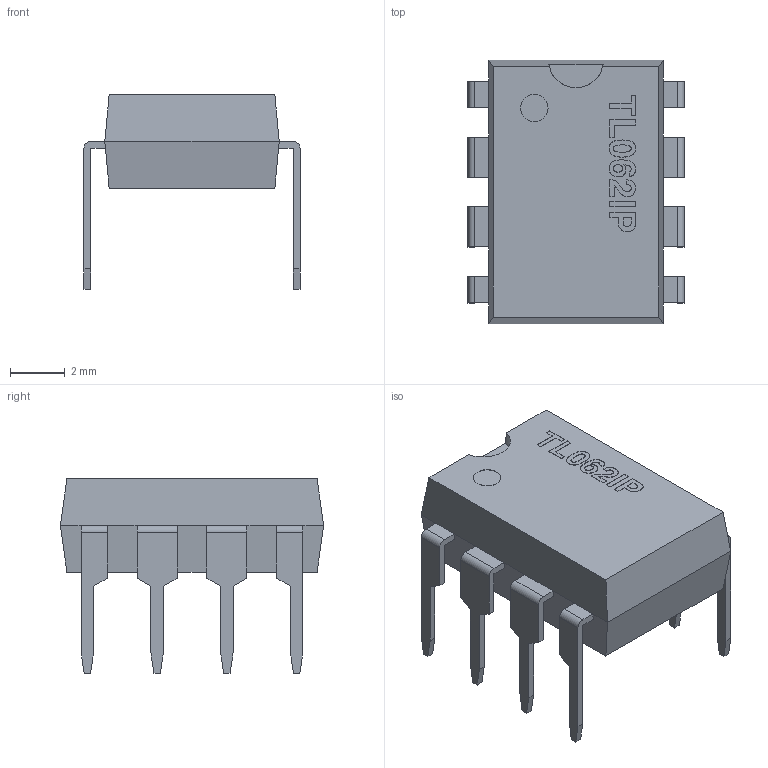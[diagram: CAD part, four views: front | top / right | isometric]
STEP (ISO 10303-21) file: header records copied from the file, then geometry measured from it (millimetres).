
FILE_DESCRIPTION(('FreeCAD Model'),'2;1');
FILE_NAME('Texas_Instruments_TL062IP.step','2019-07-23T16:11:51',( 'Author'),(''),'Open CASCADE STEP processor 7.3','FreeCAD','Unknown' );
FILE_SCHEMA(('AUTOMOTIVE_DESIGN { 1 0 10303 214 1 1 1 1 }'));
Length unit declared in the file: millimetre
Products named in the file (1): TL062IP
Bounding box: 7.87 x 9.59 x 7.1 mm (x, y, z)
Volume: 205.3 mm3; surface area: 311.1 mm2
Topology: 1 solids, 1 shells, 239 faces, 658 edges, 432 vertices
Faces by surface type: plane 142, extrusion 79, cylinder 10, bspline 8
Full cylindrical faces by diameter (mm): 1 x1
Entity records: 9301 total; most frequent: CARTESIAN_POINT 1923, ORIENTED_EDGE 1316, DIRECTION 870, EDGE_CURVE 658, VECTOR 524, LINE 445, VERTEX_POINT 432, B_SPLINE_CURVE_WITH_KNOTS 272
